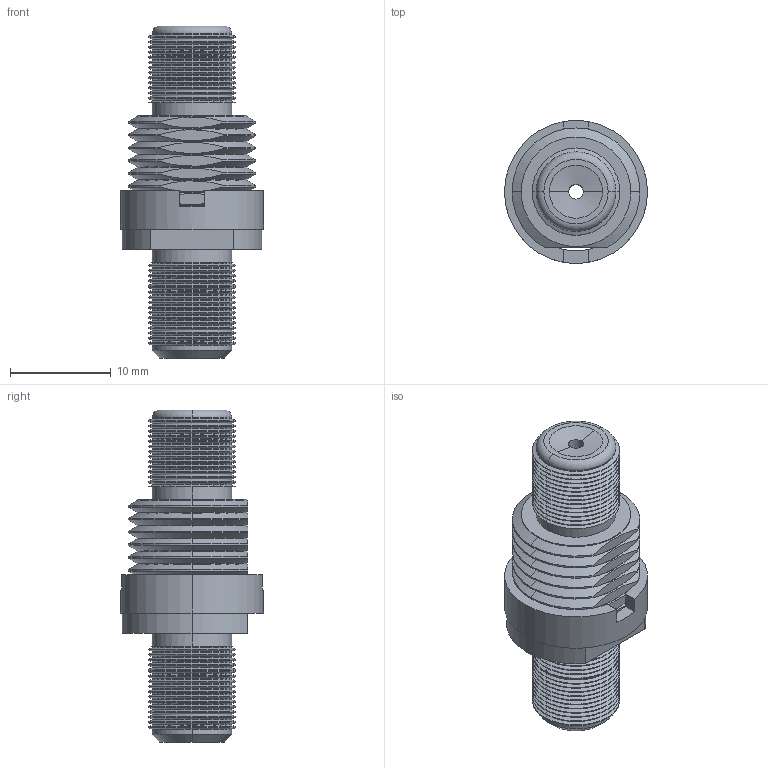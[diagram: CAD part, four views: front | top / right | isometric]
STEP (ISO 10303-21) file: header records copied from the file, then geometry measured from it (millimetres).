
FILE_DESCRIPTION (( 'STEP AP214' ), '1' );
FILE_NAME ('ATERM-FF.STEP', '2010-03-11T14:54:30', ( 'Windows XP Mode' ), ( '' ), 'SwSTEP 2.0', 'SolidWorks 2008', '' );
FILE_SCHEMA (( 'AUTOMOTIVE_DESIGN' ));
Length unit declared in the file: inch
Products named in the file (4): ATERM-FF; H-0001; SP6639-MA4; SP6639-MA1
Assembly tree (3 placements, depth 2):
  ATERM-FF
    SP6639-MA1
    SP6639-MA4
    H-0001
Bounding box: 14.22 x 14.22 x 33.02 mm (x, y, z)
Volume: 2677.5 mm3; surface area: 3676.2 mm2
Topology: 3 solids, 3 shells, 389 faces, 811 edges, 432 vertices
Faces by surface type: cylinder 192, cone 167, plane 28, torus 2
Entity records: 10636 total; most frequent: DIRECTION 1987, CARTESIAN_POINT 1797, ORIENTED_EDGE 1622, EDGE_CURVE 811, AXIS2_PLACEMENT_3D 800, VERTEX_POINT 432, CIRCLE 405, EDGE_LOOP 399
